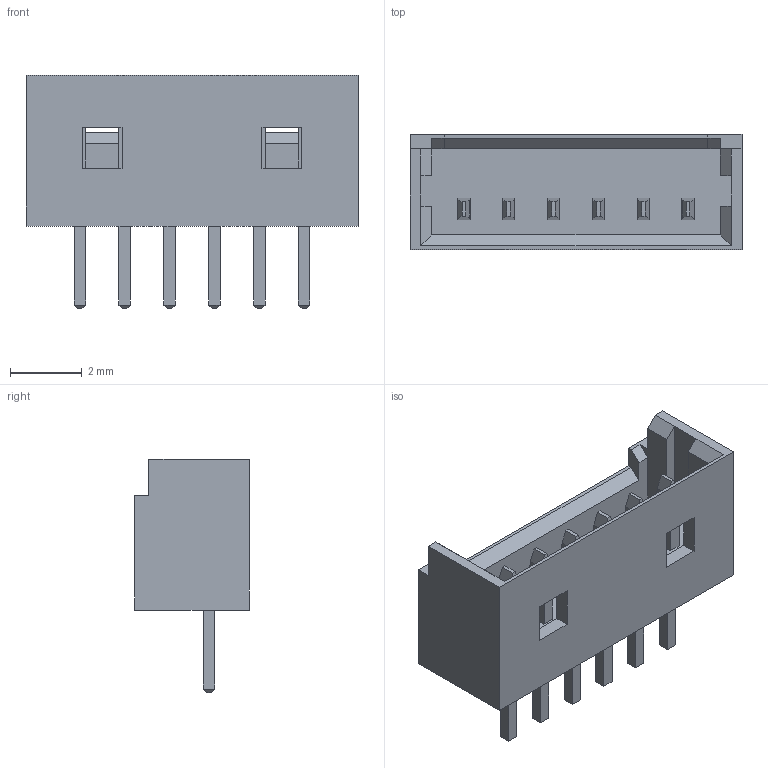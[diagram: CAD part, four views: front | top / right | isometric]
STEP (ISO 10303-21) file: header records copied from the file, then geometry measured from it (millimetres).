
FILE_DESCRIPTION(('FreeCAD Model'),'2;1');
FILE_NAME('Molex_PicoBlade_53047_X.step','2018-10-24T00:28:35',( 'kicad StepUp'),('ksu MCAD'),'Open CASCADE STEP processor 7.3', 'FreeCAD','Unknown');
FILE_SCHEMA(('AUTOMOTIVE_DESIGN { 1 0 10303 214 1 1 1 1 }'));
Length unit declared in the file: millimetre
Products named in the file (1): Molex_PicoBlade_53047_X
Bounding box: 9.25 x 3.2 x 6.5 mm (x, y, z)
Volume: 62 mm3; surface area: 256.6 mm2
Topology: 1 solids, 1 shells, 186 faces, 512 edges, 316 vertices
Faces by surface type: plane 186
Entity records: 7059 total; most frequent: ORIENTED_EDGE 1024, CARTESIAN_POINT 1015, DIRECTION 886, EDGE_CURVE 512, LINE 512, VECTOR 512, VERTEX_POINT 316, FACE_BOUND 202
